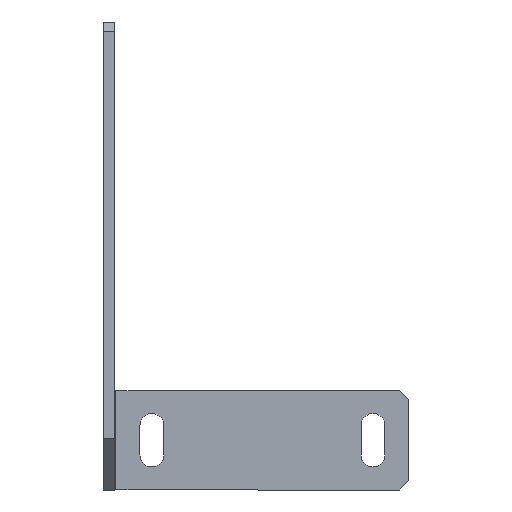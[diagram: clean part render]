
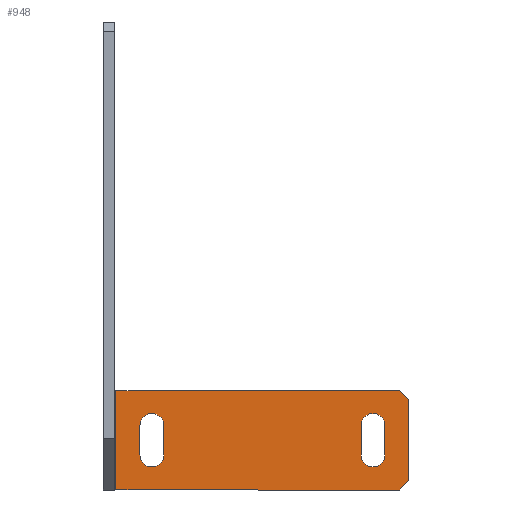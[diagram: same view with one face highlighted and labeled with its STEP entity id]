
A CAD part, left-side view. The second image highlights one B-rep face of the part: STEP entity #948.
In plain terms, the highlighted planar face has unit normal (-1, 0, 0).
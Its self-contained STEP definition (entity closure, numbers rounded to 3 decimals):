
#10 = ORIENTED_EDGE ( 'NONE', *, *, #220, .F. ) ;
#56 = EDGE_CURVE ( 'NONE', #203, #909, #1045, .T. ) ;
#59 = VERTEX_POINT ( 'NONE', #102 ) ;
#62 = VERTEX_POINT ( 'NONE', #127 ) ;
#72 = CIRCLE ( 'NONE', #363, 3.25 ) ;
#73 = CARTESIAN_POINT ( 'NONE',  ( -3., 33., -4. ) ) ;
#78 = ORIENTED_EDGE ( 'NONE', *, *, #442, .F. ) ;
#87 = VECTOR ( 'NONE', #553, 1000. ) ;
#92 = CARTESIAN_POINT ( 'NONE',  ( -3., -37.5, -13.5 ) ) ;
#96 = DIRECTION ( 'NONE',  ( 0., 0., -1. ) ) ;
#102 = CARTESIAN_POINT ( 'NONE',  ( -3., 39.5, -13.5 ) ) ;
#109 = CARTESIAN_POINT ( 'NONE',  ( -3., 39.5, -13.5 ) ) ;
#111 = CARTESIAN_POINT ( 'NONE',  ( -3., 40., -13.5 ) ) ;
#115 = DIRECTION ( 'NONE',  ( 0., 0., 1. ) ) ;
#119 = DIRECTION ( 'NONE',  ( 0., 1., 0. ) ) ;
#127 = CARTESIAN_POINT ( 'NONE',  ( -3., -40., -11. ) ) ;
#137 = CARTESIAN_POINT ( 'NONE',  ( -3., -33.5, 4. ) ) ;
#138 = CARTESIAN_POINT ( 'NONE',  ( -3., -40., 11. ) ) ;
#142 = DIRECTION ( 'NONE',  ( 0., -0.707, 0.707 ) ) ;
#143 = CARTESIAN_POINT ( 'NONE',  ( -3., -40., -11. ) ) ;
#148 = CARTESIAN_POINT ( 'NONE',  ( -3., 29.75, 4. ) ) ;
#150 = ORIENTED_EDGE ( 'NONE', *, *, #424, .F. ) ;
#151 = DIRECTION ( 'NONE',  ( -1., 0., 0. ) ) ;
#153 = DIRECTION ( 'NONE',  ( 0., 0., 1. ) ) ;
#163 = DIRECTION ( 'NONE',  ( 0., 0., -1. ) ) ;
#170 = VERTEX_POINT ( 'NONE', #462 ) ;
#171 = DIRECTION ( 'NONE',  ( -1., 0., 0. ) ) ;
#172 = CARTESIAN_POINT ( 'NONE',  ( -3., -30.25, 4. ) ) ;
#180 = EDGE_CURVE ( 'NONE', #315, #1177, #982, .T. ) ;
#193 = CIRCLE ( 'NONE', #452, 3.25 ) ;
#203 = VERTEX_POINT ( 'NONE', #498 ) ;
#207 = ORIENTED_EDGE ( 'NONE', *, *, #1272, .F. ) ;
#214 = CARTESIAN_POINT ( 'NONE',  ( -3., -37.5, 13.5 ) ) ;
#220 = EDGE_CURVE ( 'NONE', #1070, #551, #346, .T. ) ;
#226 = ORIENTED_EDGE ( 'NONE', *, *, #846, .F. ) ;
#227 = VERTEX_POINT ( 'NONE', #592 ) ;
#243 = CARTESIAN_POINT ( 'NONE',  ( -3., 29.75, 7.25 ) ) ;
#254 = VERTEX_POINT ( 'NONE', #721 ) ;
#295 = CARTESIAN_POINT ( 'NONE',  ( -3., -40., 13.5 ) ) ;
#296 = VERTEX_POINT ( 'NONE', #1056 ) ;
#300 = ORIENTED_EDGE ( 'NONE', *, *, #180, .F. ) ;
#311 = DIRECTION ( 'NONE',  ( 0., 0., -1. ) ) ;
#315 = VERTEX_POINT ( 'NONE', #1165 ) ;
#337 = FACE_BOUND ( 'NONE', #1304, .T. ) ;
#346 = LINE ( 'NONE', #519, #87 ) ;
#359 = VERTEX_POINT ( 'NONE', #92 ) ;
#363 = AXIS2_PLACEMENT_3D ( 'NONE', #746, #757, #752 ) ;
#380 = EDGE_CURVE ( 'NONE', #59, #1070, #425, .T. ) ;
#390 = EDGE_CURVE ( 'NONE', #359, #59, #1235, .T. ) ;
#406 = VECTOR ( 'NONE', #311, 1000. ) ;
#411 = VERTEX_POINT ( 'NONE', #138 ) ;
#423 = VERTEX_POINT ( 'NONE', #137 ) ;
#424 = EDGE_CURVE ( 'NONE', #296, #574, #193, .T. ) ;
#425 = LINE ( 'NONE', #109, #1047 ) ;
#429 = EDGE_CURVE ( 'NONE', #359, #62, #1124, .T. ) ;
#430 = ORIENTED_EDGE ( 'NONE', *, *, #1232, .F. ) ;
#439 = CARTESIAN_POINT ( 'NONE',  ( -3., -27., -4. ) ) ;
#442 = EDGE_CURVE ( 'NONE', #423, #254, #899, .T. ) ;
#452 = AXIS2_PLACEMENT_3D ( 'NONE', #148, #151, #153 ) ;
#457 = AXIS2_PLACEMENT_3D ( 'NONE', #787, #789, #792 ) ;
#462 = CARTESIAN_POINT ( 'NONE',  ( -3., 26.5, -4. ) ) ;
#492 = DIRECTION ( 'NONE',  ( 0., 0., -1. ) ) ;
#498 = CARTESIAN_POINT ( 'NONE',  ( -3., 33., 4. ) ) ;
#499 = CARTESIAN_POINT ( 'NONE',  ( -3., 0., 0. ) ) ;
#505 = DIRECTION ( 'NONE',  ( 1., 0., 0. ) ) ;
#507 = DIRECTION ( 'NONE',  ( 0., 0., -1. ) ) ;
#519 = CARTESIAN_POINT ( 'NONE',  ( -3., 40., 13.5 ) ) ;
#551 = VERTEX_POINT ( 'NONE', #214 ) ;
#553 = DIRECTION ( 'NONE',  ( 0., -1., 0. ) ) ;
#574 = VERTEX_POINT ( 'NONE', #243 ) ;
#584 = CARTESIAN_POINT ( 'NONE',  ( -3., 39.5, 13.5 ) ) ;
#592 = CARTESIAN_POINT ( 'NONE',  ( -3., -33.5, -4. ) ) ;
#620 = AXIS2_PLACEMENT_3D ( 'NONE', #499, #505, #507 ) ;
#625 = CARTESIAN_POINT ( 'NONE',  ( -3., -37.5, 13.5 ) ) ;
#627 = VECTOR ( 'NONE', #628, 1000. ) ;
#628 = DIRECTION ( 'NONE',  ( 0., 0.707, 0.707 ) ) ;
#657 = EDGE_CURVE ( 'NONE', #411, #62, #1110, .T. ) ;
#661 = CARTESIAN_POINT ( 'NONE',  ( -3., -30.25, -4. ) ) ;
#665 = DIRECTION ( 'NONE',  ( 0., 0., -1. ) ) ;
#667 = DIRECTION ( 'NONE',  ( -1., 0., 0. ) ) ;
#686 = CARTESIAN_POINT ( 'NONE',  ( -3., -27., -4. ) ) ;
#691 = DIRECTION ( 'NONE',  ( -1., 0., 0. ) ) ;
#692 = CIRCLE ( 'NONE', #457, 3.25 ) ;
#695 = DIRECTION ( 'NONE',  ( 0., 0., -1. ) ) ;
#696 = CARTESIAN_POINT ( 'NONE',  ( -3., 26.5, -4. ) ) ;
#721 = CARTESIAN_POINT ( 'NONE',  ( -3., -30.25, 7.25 ) ) ;
#746 = CARTESIAN_POINT ( 'NONE',  ( -3., 29.75, -4. ) ) ;
#752 = DIRECTION ( 'NONE',  ( 0., 0., 1. ) ) ;
#757 = DIRECTION ( 'NONE',  ( -1., 0., 0. ) ) ;
#763 = DIRECTION ( 'NONE',  ( 0., 0., 1. ) ) ;
#766 = ORIENTED_EDGE ( 'NONE', *, *, #657, .F. ) ;
#784 = CARTESIAN_POINT ( 'NONE',  ( -3., -33.5, -4. ) ) ;
#785 = DIRECTION ( 'NONE',  ( 0., 0., 1. ) ) ;
#786 = AXIS2_PLACEMENT_3D ( 'NONE', #172, #171, #163 ) ;
#787 = CARTESIAN_POINT ( 'NONE',  ( -3., 29.75, 4. ) ) ;
#789 = DIRECTION ( 'NONE',  ( -1., 0., 0. ) ) ;
#792 = DIRECTION ( 'NONE',  ( 0., 0., 1. ) ) ;
#829 = CARTESIAN_POINT ( 'NONE',  ( -3., 33., -4. ) ) ;
#840 = FACE_BOUND ( 'NONE', #1228, .T. ) ;
#846 = EDGE_CURVE ( 'NONE', #254, #315, #901, .T. ) ;
#858 = EDGE_CURVE ( 'NONE', #170, #296, #1323, .T. ) ;
#899 = CIRCLE ( 'NONE', #786, 3.25 ) ;
#901 = CIRCLE ( 'NONE', #1314, 3.25 ) ;
#909 = VERTEX_POINT ( 'NONE', #829 ) ;
#948 = ADVANCED_FACE ( 'NONE', ( #840, #337, #1135 ), #1099, .F. ) ;
#952 = CIRCLE ( 'NONE', #1311, 3.25 ) ;
#956 = ORIENTED_EDGE ( 'NONE', *, *, #56, .F. ) ;
#967 = CARTESIAN_POINT ( 'NONE',  ( -3., -30.25, 4. ) ) ;
#982 = LINE ( 'NONE', #439, #1222 ) ;
#1045 = LINE ( 'NONE', #73, #1123 ) ;
#1047 = VECTOR ( 'NONE', #115, 1000. ) ;
#1050 = VECTOR ( 'NONE', #785, 1000. ) ;
#1056 = CARTESIAN_POINT ( 'NONE',  ( -3., 26.5, 4. ) ) ;
#1070 = VERTEX_POINT ( 'NONE', #584 ) ;
#1074 = VECTOR ( 'NONE', #119, 1000. ) ;
#1095 = EDGE_LOOP ( 'NONE', ( #766, #1105, #10, #1139, #1316, #1106 ) ) ;
#1099 = PLANE ( 'NONE',  #620 ) ;
#1105 = ORIENTED_EDGE ( 'NONE', *, *, #1113, .T. ) ;
#1106 = ORIENTED_EDGE ( 'NONE', *, *, #429, .T. ) ;
#1110 = LINE ( 'NONE', #295, #406 ) ;
#1113 = EDGE_CURVE ( 'NONE', #411, #551, #1169, .T. ) ;
#1123 = VECTOR ( 'NONE', #96, 1000. ) ;
#1124 = LINE ( 'NONE', #143, #1322 ) ;
#1135 = FACE_OUTER_BOUND ( 'NONE', #1095, .T. ) ;
#1139 = ORIENTED_EDGE ( 'NONE', *, *, #380, .F. ) ;
#1140 = EDGE_CURVE ( 'NONE', #1177, #227, #952, .T. ) ;
#1163 = ORIENTED_EDGE ( 'NONE', *, *, #1140, .F. ) ;
#1165 = CARTESIAN_POINT ( 'NONE',  ( -3., -27., 4. ) ) ;
#1169 = LINE ( 'NONE', #625, #627 ) ;
#1177 = VERTEX_POINT ( 'NONE', #686 ) ;
#1195 = ORIENTED_EDGE ( 'NONE', *, *, #1274, .F. ) ;
#1213 = LINE ( 'NONE', #784, #1050 ) ;
#1222 = VECTOR ( 'NONE', #492, 1000. ) ;
#1228 = EDGE_LOOP ( 'NONE', ( #1195, #1163, #300, #226, #78 ) ) ;
#1232 = EDGE_CURVE ( 'NONE', #909, #170, #72, .T. ) ;
#1235 = LINE ( 'NONE', #111, #1074 ) ;
#1272 = EDGE_CURVE ( 'NONE', #574, #203, #692, .T. ) ;
#1274 = EDGE_CURVE ( 'NONE', #227, #423, #1213, .T. ) ;
#1299 = ORIENTED_EDGE ( 'NONE', *, *, #858, .F. ) ;
#1302 = VECTOR ( 'NONE', #763, 1000. ) ;
#1304 = EDGE_LOOP ( 'NONE', ( #1299, #430, #956, #207, #150 ) ) ;
#1311 = AXIS2_PLACEMENT_3D ( 'NONE', #661, #667, #665 ) ;
#1314 = AXIS2_PLACEMENT_3D ( 'NONE', #967, #691, #695 ) ;
#1316 = ORIENTED_EDGE ( 'NONE', *, *, #390, .F. ) ;
#1322 = VECTOR ( 'NONE', #142, 1000. ) ;
#1323 = LINE ( 'NONE', #696, #1302 ) ;
